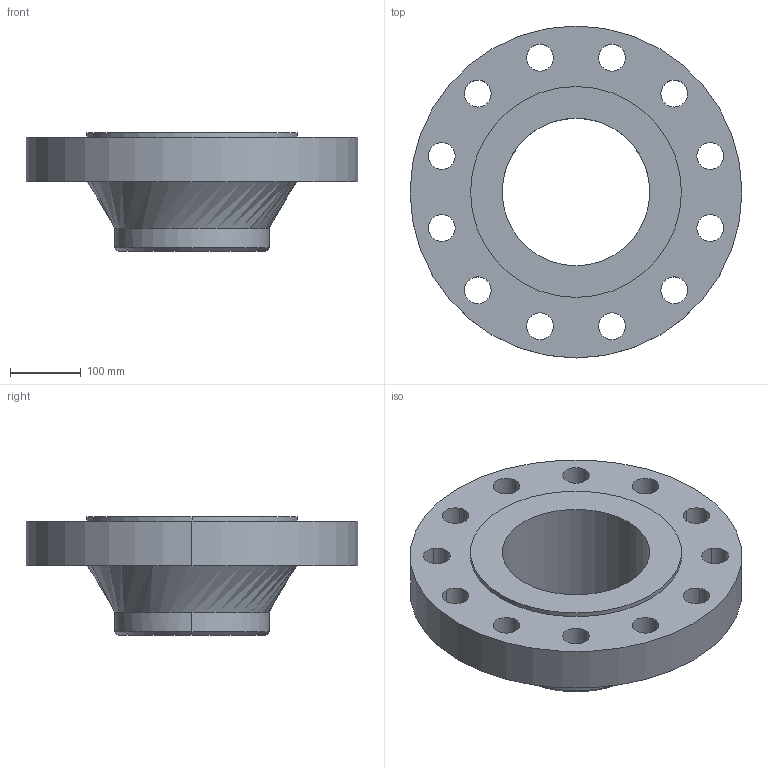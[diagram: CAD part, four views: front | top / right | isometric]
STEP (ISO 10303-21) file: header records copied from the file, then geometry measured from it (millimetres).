
FILE_DESCRIPTION (( 'STEP AP203' ), '1' );
FILE_NAME ('WNeck Flange 900-NPS8.STEP', '2025-05-13T17:07:14', '' );
FILE_SCHEMA (( 'CONFIG_CONTROL_DESIGN' ));
Length unit declared in the file: inch
Products named in the file (1): WNeck Flange 900-NPS8
Bounding box: 469.9 x 469.9 x 168.4 mm (x, y, z)
Volume: 9458669.4 mm3; surface area: 602680 mm2
Topology: 1 solids, 1 shells, 39 faces, 104 edges, 68 vertices
Faces by surface type: cylinder 32, plane 3, cone 2, bspline 2
Entity records: 1401 total; most frequent: DIRECTION 246, CARTESIAN_POINT 240, ORIENTED_EDGE 208, AXIS2_PLACEMENT_3D 106, EDGE_CURVE 104, VERTEX_POINT 68, CIRCLE 68, EDGE_LOOP 66
